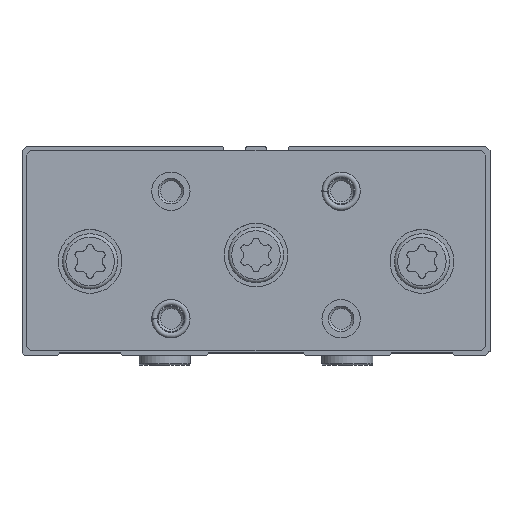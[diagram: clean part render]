
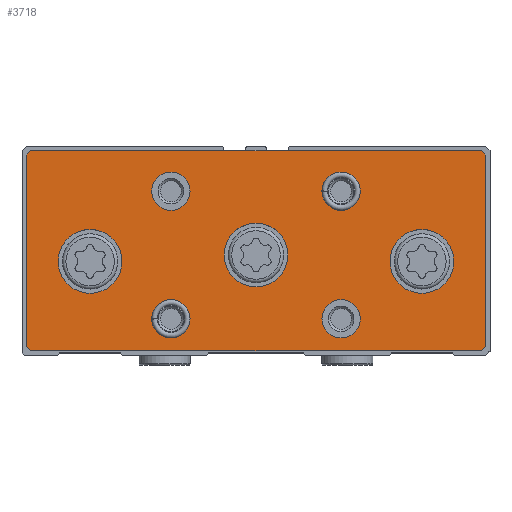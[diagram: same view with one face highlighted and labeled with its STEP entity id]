
A CAD part, top view. The second image highlights one B-rep face of the part: STEP entity #3718.
In plain terms, the highlighted face is planar.
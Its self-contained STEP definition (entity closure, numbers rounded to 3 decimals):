
#361=LINE('',#6393,#579);
#365=LINE('',#6402,#583);
#368=LINE('',#6408,#586);
#371=LINE('',#6414,#589);
#374=LINE('',#6420,#592);
#377=LINE('',#6426,#595);
#380=LINE('',#6432,#598);
#383=LINE('',#6438,#601);
#579=VECTOR('',#5206,1000.);
#583=VECTOR('',#5212,1000.);
#586=VECTOR('',#5217,1000.);
#589=VECTOR('',#5222,1000.);
#592=VECTOR('',#5227,1000.);
#595=VECTOR('',#5232,1000.);
#598=VECTOR('',#5237,1000.);
#601=VECTOR('',#5242,1000.);
#1199=ORIENTED_EDGE('',*,*,#1912,.F.);
#1200=ORIENTED_EDGE('',*,*,#1913,.F.);
#1201=ORIENTED_EDGE('',*,*,#1914,.F.);
#1202=ORIENTED_EDGE('',*,*,#1915,.F.);
#1203=ORIENTED_EDGE('',*,*,#1916,.F.);
#1204=ORIENTED_EDGE('',*,*,#1917,.F.);
#1205=ORIENTED_EDGE('',*,*,#1918,.F.);
#1206=ORIENTED_EDGE('',*,*,#1881,.T.);
#1207=ORIENTED_EDGE('',*,*,#1885,.T.);
#1208=ORIENTED_EDGE('',*,*,#1888,.T.);
#1209=ORIENTED_EDGE('',*,*,#1891,.T.);
#1210=ORIENTED_EDGE('',*,*,#1894,.T.);
#1211=ORIENTED_EDGE('',*,*,#1897,.T.);
#1212=ORIENTED_EDGE('',*,*,#1900,.T.);
#1213=ORIENTED_EDGE('',*,*,#1903,.T.);
#1881=EDGE_CURVE('',#2312,#2313,#361,.T.);
#1885=EDGE_CURVE('',#2313,#2316,#365,.T.);
#1888=EDGE_CURVE('',#2316,#2318,#368,.T.);
#1891=EDGE_CURVE('',#2318,#2320,#371,.T.);
#1894=EDGE_CURVE('',#2320,#2322,#374,.T.);
#1897=EDGE_CURVE('',#2322,#2324,#377,.T.);
#1900=EDGE_CURVE('',#2324,#2326,#380,.T.);
#1903=EDGE_CURVE('',#2326,#2312,#383,.T.);
#1912=EDGE_CURVE('',#2333,#2333,#2599,.T.);
#1913=EDGE_CURVE('',#2334,#2334,#2600,.T.);
#1914=EDGE_CURVE('',#2335,#2335,#2601,.T.);
#1915=EDGE_CURVE('',#2336,#2336,#2602,.T.);
#1916=EDGE_CURVE('',#2337,#2337,#2603,.T.);
#1917=EDGE_CURVE('',#2338,#2338,#2604,.T.);
#1918=EDGE_CURVE('',#2339,#2339,#2605,.T.);
#2312=VERTEX_POINT('',#6394);
#2313=VERTEX_POINT('',#6395);
#2316=VERTEX_POINT('',#6403);
#2318=VERTEX_POINT('',#6409);
#2320=VERTEX_POINT('',#6415);
#2322=VERTEX_POINT('',#6421);
#2324=VERTEX_POINT('',#6427);
#2326=VERTEX_POINT('',#6433);
#2333=VERTEX_POINT('',#6455);
#2334=VERTEX_POINT('',#6457);
#2335=VERTEX_POINT('',#6459);
#2336=VERTEX_POINT('',#6461);
#2337=VERTEX_POINT('',#6463);
#2338=VERTEX_POINT('',#6465);
#2339=VERTEX_POINT('',#6467);
#2599=CIRCLE('',#4334,7.5);
#2600=CIRCLE('',#4335,7.5);
#2601=CIRCLE('',#4336,7.5);
#2602=CIRCLE('',#4337,4.5);
#2603=CIRCLE('',#4338,4.5);
#2604=CIRCLE('',#4339,4.5);
#2605=CIRCLE('',#4340,4.5);
#2918=EDGE_LOOP('',(#1199));
#2919=EDGE_LOOP('',(#1200));
#2920=EDGE_LOOP('',(#1201));
#2921=EDGE_LOOP('',(#1202));
#2922=EDGE_LOOP('',(#1203));
#2923=EDGE_LOOP('',(#1204));
#2924=EDGE_LOOP('',(#1205));
#2925=EDGE_LOOP('',(#1206,#1207,#1208,#1209,#1210,#1211,#1212,#1213));
#3308=FACE_BOUND('',#2918,.T.);
#3309=FACE_BOUND('',#2919,.T.);
#3310=FACE_BOUND('',#2920,.T.);
#3311=FACE_BOUND('',#2921,.T.);
#3312=FACE_BOUND('',#2922,.T.);
#3313=FACE_BOUND('',#2923,.T.);
#3314=FACE_BOUND('',#2924,.T.);
#3315=FACE_BOUND('',#2925,.T.);
#3550=PLANE('',#4333);
#3718=ADVANCED_FACE('',(#3308,#3309,#3310,#3311,#3312,#3313,#3314,#3315),
#3550,.F.);
#4333=AXIS2_PLACEMENT_3D('',#6453,#5258,#5259);
#4334=AXIS2_PLACEMENT_3D('',#6454,#5260,#5261);
#4335=AXIS2_PLACEMENT_3D('',#6456,#5262,#5263);
#4336=AXIS2_PLACEMENT_3D('',#6458,#5264,#5265);
#4337=AXIS2_PLACEMENT_3D('',#6460,#5266,#5267);
#4338=AXIS2_PLACEMENT_3D('',#6462,#5268,#5269);
#4339=AXIS2_PLACEMENT_3D('',#6464,#5270,#5271);
#4340=AXIS2_PLACEMENT_3D('',#6466,#5272,#5273);
#5206=DIRECTION('',(0.,-1.,0.));
#5212=DIRECTION('',(0.,-0.707,-0.707));
#5217=DIRECTION('',(0.,0.,-1.));
#5222=DIRECTION('',(0.,0.707,-0.707));
#5227=DIRECTION('',(0.,1.,0.));
#5232=DIRECTION('',(0.,0.707,0.707));
#5237=DIRECTION('',(0.,0.,1.));
#5242=DIRECTION('',(0.,-0.707,0.707));
#5258=DIRECTION('',(-1.,0.,0.));
#5259=DIRECTION('',(0.,0.,1.));
#5260=DIRECTION('',(1.,0.,0.));
#5261=DIRECTION('',(0.,0.,-1.));
#5262=DIRECTION('',(1.,0.,0.));
#5263=DIRECTION('',(0.,0.,-1.));
#5264=DIRECTION('',(1.,0.,0.));
#5265=DIRECTION('',(0.,0.,-1.));
#5266=DIRECTION('',(1.,0.,0.));
#5267=DIRECTION('',(0.,0.,-1.));
#5268=DIRECTION('',(1.,0.,0.));
#5269=DIRECTION('',(0.,0.,-1.));
#5270=DIRECTION('',(1.,0.,0.));
#5271=DIRECTION('',(0.,0.,-1.));
#5272=DIRECTION('',(1.,0.,0.));
#5273=DIRECTION('',(0.,0.,-1.));
#6393=CARTESIAN_POINT('',(16.,23.5,54.));
#6394=CARTESIAN_POINT('',(16.,23.5,54.));
#6395=CARTESIAN_POINT('',(16.,-21.5,54.));
#6402=CARTESIAN_POINT('',(16.,-21.5,54.));
#6403=CARTESIAN_POINT('',(16.,-22.5,53.));
#6408=CARTESIAN_POINT('',(16.,-22.5,53.));
#6409=CARTESIAN_POINT('',(16.,-22.5,-53.));
#6414=CARTESIAN_POINT('',(16.,-22.5,-53.));
#6415=CARTESIAN_POINT('',(16.,-21.5,-54.));
#6420=CARTESIAN_POINT('',(16.,-21.5,-54.));
#6421=CARTESIAN_POINT('',(16.,23.5,-54.));
#6426=CARTESIAN_POINT('',(16.,23.5,-54.));
#6427=CARTESIAN_POINT('',(16.,24.5,-53.));
#6432=CARTESIAN_POINT('',(16.,24.5,-53.));
#6433=CARTESIAN_POINT('',(16.,24.5,53.));
#6438=CARTESIAN_POINT('',(16.,24.5,53.));
#6453=CARTESIAN_POINT('',(16.,-1.5,-47.));
#6454=CARTESIAN_POINT('',(16.,-1.5,-39.));
#6455=CARTESIAN_POINT('',(16.,-1.5,-46.5));
#6456=CARTESIAN_POINT('',(16.,-1.5,39.));
#6457=CARTESIAN_POINT('',(16.,-1.5,31.5));
#6458=CARTESIAN_POINT('',(16.,0.,0.));
#6459=CARTESIAN_POINT('',(16.,0.,-7.5));
#6460=CARTESIAN_POINT('',(16.,-15.,20.));
#6461=CARTESIAN_POINT('',(16.,-15.,15.5));
#6462=CARTESIAN_POINT('',(16.,-15.,-20.));
#6463=CARTESIAN_POINT('',(16.,-15.,-24.5));
#6464=CARTESIAN_POINT('',(16.,15.,20.));
#6465=CARTESIAN_POINT('',(16.,15.,15.5));
#6466=CARTESIAN_POINT('',(16.,15.,-20.));
#6467=CARTESIAN_POINT('',(16.,15.,-24.5));
